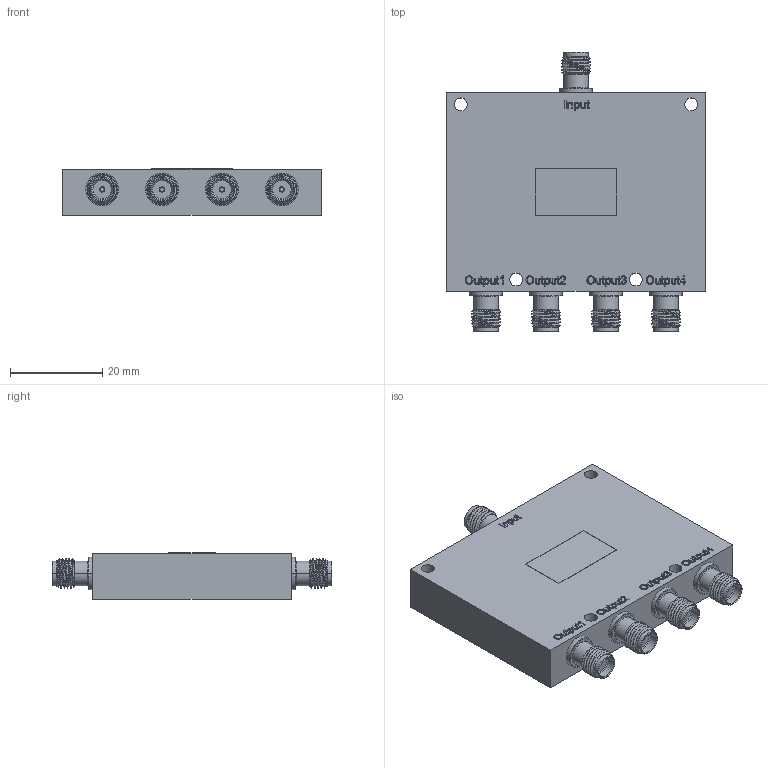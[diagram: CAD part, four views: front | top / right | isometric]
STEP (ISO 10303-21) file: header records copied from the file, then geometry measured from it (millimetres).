
FILE_DESCRIPTION (( 'STEP AP214' ), '1' );
FILE_NAME ('FMDV2103.step', '2021-09-30T16:24:14', ( '' ), ( '' ), 'SwSTEP 2.0', 'SolidWorks 2021', '' );
FILE_SCHEMA (( 'AUTOMOTIVE_DESIGN' ));
Length unit declared in the file: inch
Products named in the file (1): FMDV2103
Bounding box: 56 x 60.7 x 10.08 mm (x, y, z)
Volume: 24827 mm3; surface area: 8386.1 mm2
Topology: 1 solids, 1 shells, 732 faces, 1903 edges, 1257 vertices
Faces by surface type: plane 337, bspline 207, cylinder 118, cone 60, torus 10
Entity records: 37081 total; most frequent: CARTESIAN_POINT 20674, ORIENTED_EDGE 3806, DIRECTION 2632, EDGE_CURVE 1903, VERTEX_POINT 1257, VECTOR 1108, LINE 1108, EDGE_LOOP 824
